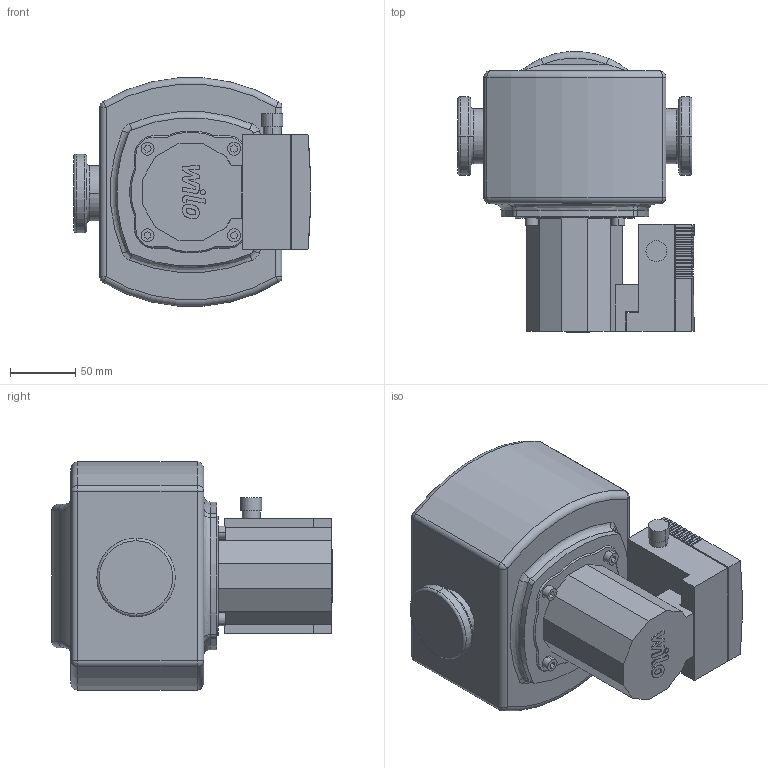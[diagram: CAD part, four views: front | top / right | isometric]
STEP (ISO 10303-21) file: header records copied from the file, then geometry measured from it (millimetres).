
FILE_DESCRIPTION((''),'2;1');
FILE_NAME('3d_TOP-S30_51~-2044013.stp','2014-09-03T12:46:32',(''),(''),'Mechanical Desktop 2009','Mechanical Desktop 2009',', , ');
FILE_SCHEMA(('CONFIG_CONTROL_DESIGN'));
Length unit declared in the file: millimetre
Products named in the file (1): Product
Bounding box: 181.78 x 215.53 x 175.23 mm (x, y, z)
Volume: 3448932.7 mm3; surface area: 195212.1 mm2
Topology: 7 solids, 7 shells, 430 faces, 1133 edges, 736 vertices
Faces by surface type: plane 187, bspline 165, cylinder 48, torus 14, sphere 8, cone 8
Entity records: 14018 total; most frequent: CARTESIAN_POINT 3735, ORIENTED_EDGE 2266, DIRECTION 1825, EDGE_CURVE 1133, VECTOR 837, LINE 837, VERTEX_POINT 736, AXIS2_PLACEMENT_3D 494
